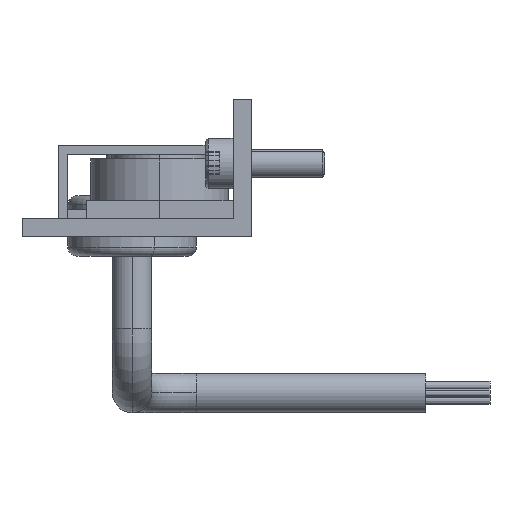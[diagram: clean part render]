
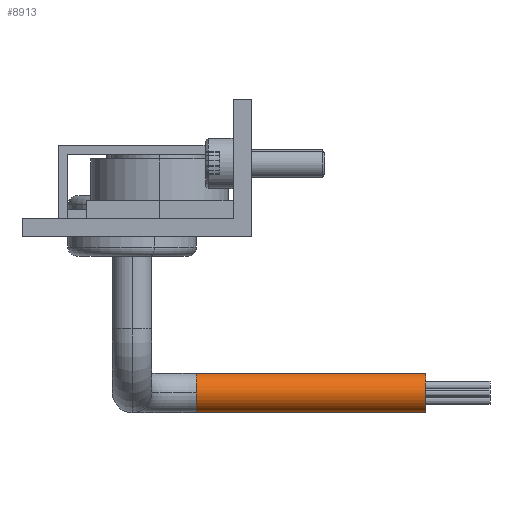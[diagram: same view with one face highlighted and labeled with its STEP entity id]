
A CAD part, left-side view. The second image highlights one B-rep face of the part: STEP entity #8913.
In plain terms, the highlighted cylindrical face has radius 2.15 mm (diameter 4.3 mm), a partial arc.
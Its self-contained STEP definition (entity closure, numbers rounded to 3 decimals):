
#166 = CARTESIAN_POINT ( 'NONE',  ( 14.85, -7., 16. ) ) ;
#280 = CYLINDRICAL_SURFACE ( 'NONE', #8029, 2.15 ) ;
#337 = CARTESIAN_POINT ( 'NONE',  ( 17., -7., 16. ) ) ;
#378 = FACE_OUTER_BOUND ( 'NONE', #5230, .T. ) ;
#565 = CIRCLE ( 'NONE', #4638, 2.15 ) ;
#1042 = VERTEX_POINT ( 'NONE', #2672 ) ;
#1242 = EDGE_CURVE ( 'NONE', #5315, #2411, #3026, .T. ) ;
#1611 = AXIS2_PLACEMENT_3D ( 'NONE', #3736, #7049, #7602 ) ;
#1901 = DIRECTION ( 'NONE',  ( 1., 0., 0. ) ) ;
#2188 = EDGE_CURVE ( 'NONE', #1042, #7631, #5044, .T. ) ;
#2411 = VERTEX_POINT ( 'NONE', #9549 ) ;
#2556 = LINE ( 'NONE', #3170, #9975 ) ;
#2672 = CARTESIAN_POINT ( 'NONE',  ( 17., -7., 13.85 ) ) ;
#3005 = CARTESIAN_POINT ( 'NONE',  ( 17., -7., 16. ) ) ;
#3026 = LINE ( 'NONE', #6118, #9133 ) ;
#3170 = CARTESIAN_POINT ( 'NONE',  ( 19.15, -7., 16. ) ) ;
#3270 = DIRECTION ( 'NONE',  ( 0., -1., 0. ) ) ;
#3284 = ORIENTED_EDGE ( 'NONE', *, *, #1242, .F. ) ;
#3357 = ORIENTED_EDGE ( 'NONE', *, *, #2188, .T. ) ;
#3736 = CARTESIAN_POINT ( 'NONE',  ( 17., -7., 16. ) ) ;
#4539 = ORIENTED_EDGE ( 'NONE', *, *, #5853, .T. ) ;
#4638 = AXIS2_PLACEMENT_3D ( 'NONE', #3005, #7736, #5440 ) ;
#5044 = CIRCLE ( 'NONE', #1611, 2.15 ) ;
#5230 = EDGE_LOOP ( 'NONE', ( #3284, #4539, #3357, #8139, #6327 ) ) ;
#5315 = VERTEX_POINT ( 'NONE', #166 ) ;
#5440 = DIRECTION ( 'NONE',  ( 1., 0., 0. ) ) ;
#5582 = EDGE_CURVE ( 'NONE', #2411, #8275, #6092, .T. ) ;
#5750 = EDGE_CURVE ( 'NONE', #7631, #8275, #2556, .T. ) ;
#5853 = EDGE_CURVE ( 'NONE', #5315, #1042, #565, .T. ) ;
#6092 = CIRCLE ( 'NONE', #7418, 2.15 ) ;
#6114 = DIRECTION ( 'NONE',  ( 1., 0., 0. ) ) ;
#6118 = CARTESIAN_POINT ( 'NONE',  ( 14.85, -7., 16. ) ) ;
#6327 = ORIENTED_EDGE ( 'NONE', *, *, #5582, .F. ) ;
#7049 = DIRECTION ( 'NONE',  ( 0., -1., 0. ) ) ;
#7373 = DIRECTION ( 'NONE',  ( 0., -1., 0. ) ) ;
#7418 = AXIS2_PLACEMENT_3D ( 'NONE', #7802, #9961, #6114 ) ;
#7602 = DIRECTION ( 'NONE',  ( 1., 0., 0. ) ) ;
#7631 = VERTEX_POINT ( 'NONE', #9620 ) ;
#7736 = DIRECTION ( 'NONE',  ( 0., -1., 0. ) ) ;
#7802 = CARTESIAN_POINT ( 'NONE',  ( 17., -32., 16. ) ) ;
#8029 = AXIS2_PLACEMENT_3D ( 'NONE', #337, #7373, #1901 ) ;
#8139 = ORIENTED_EDGE ( 'NONE', *, *, #5750, .T. ) ;
#8275 = VERTEX_POINT ( 'NONE', #8563 ) ;
#8563 = CARTESIAN_POINT ( 'NONE',  ( 19.15, -32., 16. ) ) ;
#8913 = ADVANCED_FACE ( 'NONE', ( #378 ), #280, .T. ) ;
#9133 = VECTOR ( 'NONE', #9862, 1000. ) ;
#9549 = CARTESIAN_POINT ( 'NONE',  ( 14.85, -32., 16. ) ) ;
#9620 = CARTESIAN_POINT ( 'NONE',  ( 19.15, -7., 16. ) ) ;
#9862 = DIRECTION ( 'NONE',  ( 0., -1., 0. ) ) ;
#9961 = DIRECTION ( 'NONE',  ( 0., -1., 0. ) ) ;
#9975 = VECTOR ( 'NONE', #3270, 1000. ) ;
